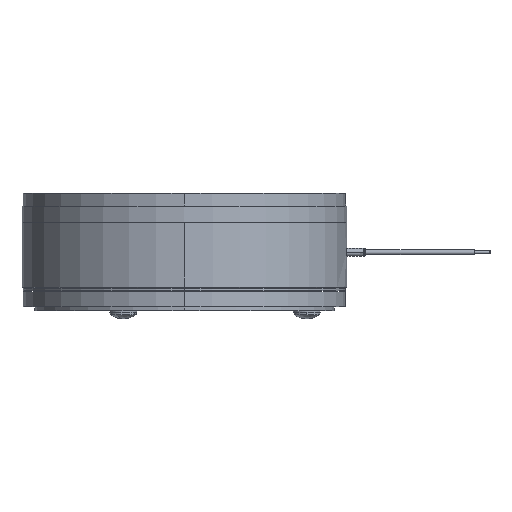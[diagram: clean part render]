
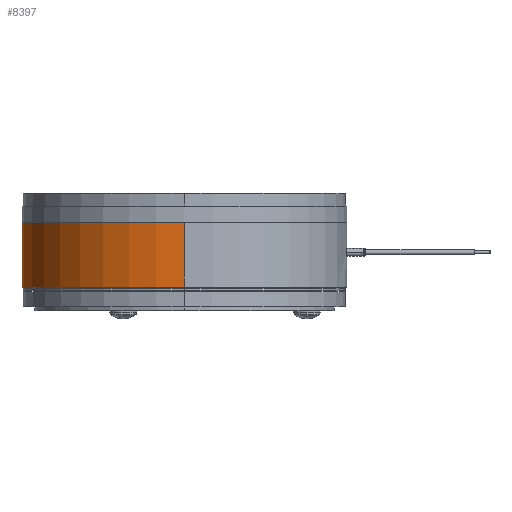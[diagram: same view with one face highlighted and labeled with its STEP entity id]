
A CAD part, left-side view. The second image highlights one B-rep face of the part: STEP entity #8397.
In plain terms, the highlighted cylindrical face has radius 63 mm (diameter 126 mm), a partial arc.
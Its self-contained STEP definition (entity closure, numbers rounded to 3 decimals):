
#156 = ORIENTED_EDGE ( 'NONE', *, *, #5463, .F. ) ;
#177 = DIRECTION ( 'NONE',  ( 1., 0., 0. ) ) ;
#206 = VERTEX_POINT ( 'NONE', #7974 ) ;
#369 = EDGE_CURVE ( 'NONE', #206, #7214, #9607, .T. ) ;
#607 = CARTESIAN_POINT ( 'NONE',  ( -63., 0., -11.4 ) ) ;
#988 = AXIS2_PLACEMENT_3D ( 'NONE', #6559, #9556, #4179 ) ;
#1441 = DIRECTION ( 'NONE',  ( 1., 0., 0. ) ) ;
#1586 = EDGE_LOOP ( 'NONE', ( #4070, #3103, #156, #5085 ) ) ;
#2034 = CARTESIAN_POINT ( 'NONE',  ( 0., 0., -36.4 ) ) ;
#2826 = AXIS2_PLACEMENT_3D ( 'NONE', #2034, #5188, #1441 ) ;
#3034 = CIRCLE ( 'NONE', #988, 63. ) ;
#3103 = ORIENTED_EDGE ( 'NONE', *, *, #6416, .T. ) ;
#3658 = EDGE_CURVE ( 'NONE', #206, #6262, #7073, .T. ) ;
#3923 = VERTEX_POINT ( 'NONE', #607 ) ;
#4070 = ORIENTED_EDGE ( 'NONE', *, *, #3658, .T. ) ;
#4179 = DIRECTION ( 'NONE',  ( 1., 0., 0. ) ) ;
#4224 = LINE ( 'NONE', #5717, #5588 ) ;
#5085 = ORIENTED_EDGE ( 'NONE', *, *, #369, .F. ) ;
#5188 = DIRECTION ( 'NONE',  ( 0., 0., 1. ) ) ;
#5202 = DIRECTION ( 'NONE',  ( 0., 0., 1. ) ) ;
#5337 = CARTESIAN_POINT ( 'NONE',  ( -63., 0., -36.4 ) ) ;
#5452 = AXIS2_PLACEMENT_3D ( 'NONE', #6917, #5202, #177 ) ;
#5463 = EDGE_CURVE ( 'NONE', #7214, #3923, #3034, .T. ) ;
#5588 = VECTOR ( 'NONE', #7197, 1000. ) ;
#5717 = CARTESIAN_POINT ( 'NONE',  ( -63., 0., -9.299 ) ) ;
#6092 = CYLINDRICAL_SURFACE ( 'NONE', #5452, 63. ) ;
#6262 = VERTEX_POINT ( 'NONE', #5337 ) ;
#6416 = EDGE_CURVE ( 'NONE', #6262, #3923, #4224, .T. ) ;
#6559 = CARTESIAN_POINT ( 'NONE',  ( 0., 0., -11.4 ) ) ;
#6614 = CARTESIAN_POINT ( 'NONE',  ( 63., 0., -9.299 ) ) ;
#6917 = CARTESIAN_POINT ( 'NONE',  ( 0., 0., -9.299 ) ) ;
#7073 = CIRCLE ( 'NONE', #2826, 63. ) ;
#7197 = DIRECTION ( 'NONE',  ( 0., 0., 1. ) ) ;
#7214 = VERTEX_POINT ( 'NONE', #8884 ) ;
#7974 = CARTESIAN_POINT ( 'NONE',  ( 63., 0., -36.4 ) ) ;
#8397 = ADVANCED_FACE ( 'NONE', ( #8981 ), #6092, .T. ) ;
#8569 = VECTOR ( 'NONE', #9647, 1000. ) ;
#8884 = CARTESIAN_POINT ( 'NONE',  ( 63., 0., -11.4 ) ) ;
#8981 = FACE_OUTER_BOUND ( 'NONE', #1586, .T. ) ;
#9556 = DIRECTION ( 'NONE',  ( 0., 0., 1. ) ) ;
#9607 = LINE ( 'NONE', #6614, #8569 ) ;
#9647 = DIRECTION ( 'NONE',  ( 0., 0., 1. ) ) ;
